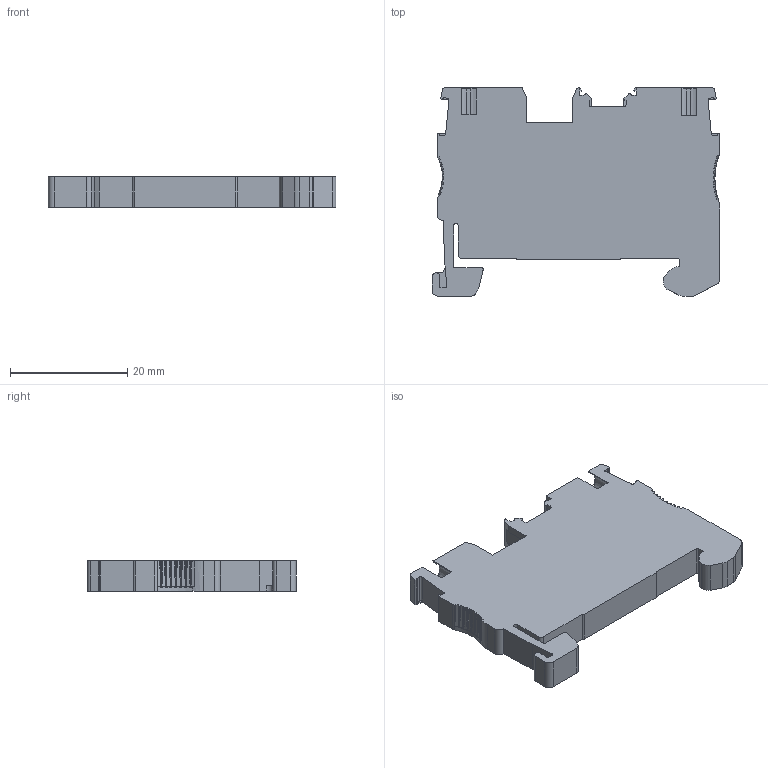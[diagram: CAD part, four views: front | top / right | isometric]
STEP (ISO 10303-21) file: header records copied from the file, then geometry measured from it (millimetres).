
FILE_DESCRIPTION (( 'STEP AP214' ), '1' );
FILE_NAME ('抔樦憵 PTP2,5-2-PE.step', '2025-09-17T05:46:42', ( '' ), ( '' ), 'SwSTEP 2.0', 'SolidWorks 2024', '' );
FILE_SCHEMA (( 'AUTOMOTIVE_DESIGN' ));
Length unit declared in the file: millimetre
Products named in the file (1): Клемма PTP2,5-2-PE
Bounding box: 49.05 x 35.55 x 5.2 mm (x, y, z)
Volume: 6810.4 mm3; surface area: 4282.1 mm2
Topology: 1 solids, 1 shells, 436 faces, 1270 edges, 841 vertices
Faces by surface type: plane 287, cylinder 144, torus 5
Entity records: 15173 total; most frequent: CARTESIAN_POINT 2775, ORIENTED_EDGE 2540, DIRECTION 2378, EDGE_CURVE 1270, LINE 890, VECTOR 890, VERTEX_POINT 841, AXIS2_PLACEMENT_3D 744
